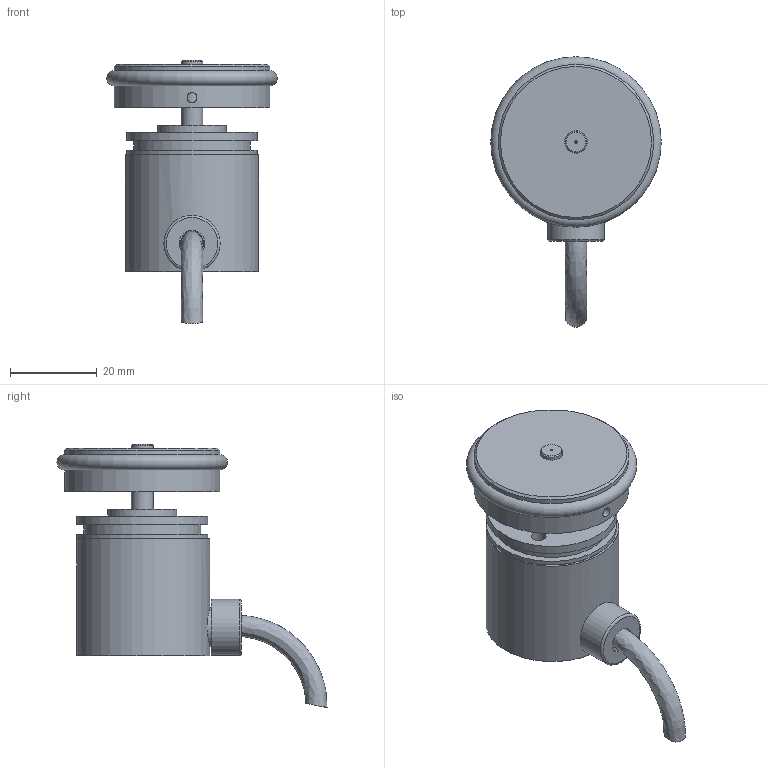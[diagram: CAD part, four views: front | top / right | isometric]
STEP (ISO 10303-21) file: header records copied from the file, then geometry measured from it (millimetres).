
FILE_DESCRIPTION(/* description */ ('STEP AP242','CAx-IF Rec.Pracs.---Representation and Presentation of Product Manufacturing Information (PMI)---4.0---2014-10-13','CAx-IF Rec.Pracs.---3D Tessellated Geometry---0.4---2014-09-14','2;1'),/* implementation_level */ '2;1');
FILE_NAME(/* name */ '621cb6f53094b6252a026bed',/* time_stamp */ '2022-02-28T11:50:14+00:00',/* author */ (''),/* organization */ (''),/* preprocessor_version */ 'ST-DEVELOPER v18.101',/* originating_system */ ' ',/* authorisation */ ' ');
FILE_SCHEMA (('AP242_MANAGED_MODEL_BASED_3D_ENGINEERING_MIM_LF { 1 0 10303 442 1 1 4 }'));
Length unit declared in the file: metre
Products named in the file (9): Encoder Baumer 1440 kort Copy 1; Part 1; Part 2; Part 3
Assembly tree (9 placements, depth 2):
  Encoder Baumer 1440 kort Copy 1
    Part 1  x2
    Part 2
    Part 1
    Part 1
    Part 2
    Part 1
    Part 3
    Part 1
Bounding box: 39.4 x 62.4 x 60.8 mm (x, y, z)
Volume: 21509 mm3; surface area: 18226.3 mm2
Topology: 9 solids, 9 shells, 113 faces, 192 edges, 122 vertices
Faces by surface type: cylinder 46, plane 44, cone 19, torus 3, bspline 1
Full cylindrical faces by diameter (mm): 0.576 x1, 2.3 x1, 3.4 x3, 4.99 x2, 5 x2, 5.3 x1, 5.5 x1, 5.74 x4, 6 x1, 7 x1, 8 x1, 8.55 x4, 9 x1, 10 x1, 10.8 x1, 12 x4, 13 x6, 15.95 x1, 25.5 x1, 27 x1, 29 x1, 29.45 x1, 29.5 x1, 30.2 x2, 30.75 x1, 35.9 x2
Entity records: 2236 total; most frequent: DIRECTION 386, CARTESIAN_POINT 378, AXIS2_PLACEMENT_3D 193, FACE_BOUND 191, ORIENTED_EDGE 190, EDGE_LOOP 187, VERTEX_POINT 98, EDGE_CURVE 95
